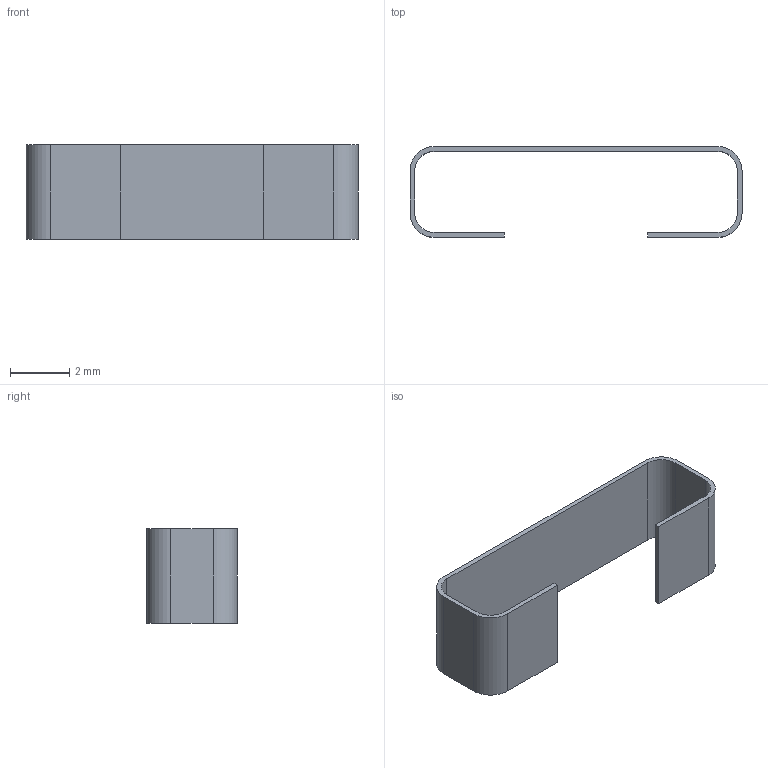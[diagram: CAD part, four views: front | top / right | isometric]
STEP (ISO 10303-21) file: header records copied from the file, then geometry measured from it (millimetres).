
FILE_DESCRIPTION (( 'STEP AP203' ), '1' );
FILE_NAME ('OARSR015FLF.STEP', '2018-04-16T07:47:22', ( '' ), ( '' ), 'SwSTEP 2.0', 'SolidWorks 2015', '' );
FILE_SCHEMA (( 'CONFIG_CONTROL_DESIGN' ));
Length unit declared in the file: millimetre
Products named in the file (1): OARSR015FLF
Bounding box: 11.18 x 3.05 x 3.18 mm (x, y, z)
Volume: 11.1 mm3; surface area: 146.2 mm2
Topology: 1 solids, 1 shells, 99 faces, 264 edges, 176 vertices
Faces by surface type: plane 53, bspline 38, cylinder 8
Entity records: 5683 total; most frequent: CARTESIAN_POINT 3378, ORIENTED_EDGE 528, DIRECTION 328, EDGE_CURVE 264, VERTEX_POINT 176, LINE 172, VECTOR 172, EDGE_LOOP 108
